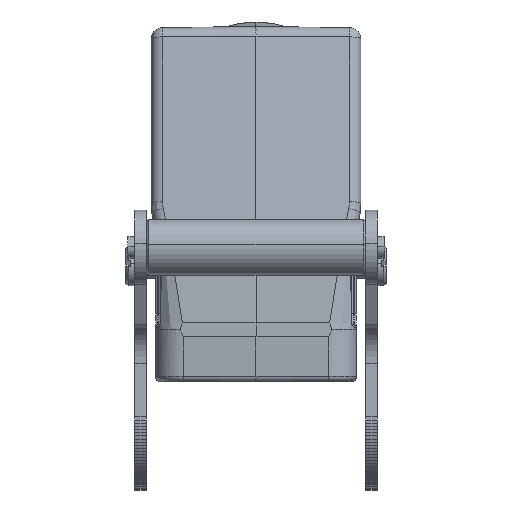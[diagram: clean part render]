
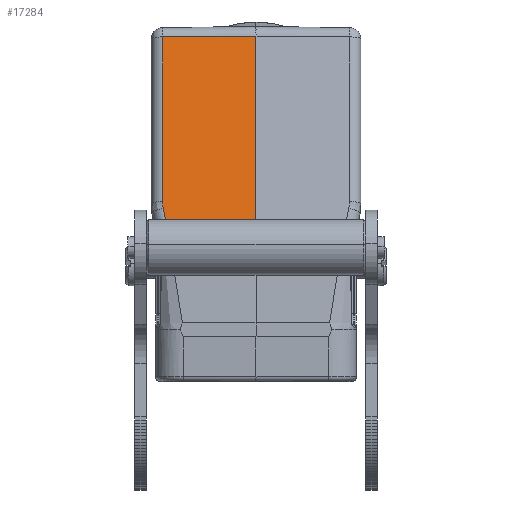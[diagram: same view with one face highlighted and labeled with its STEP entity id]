
A CAD part, top view. The second image highlights one B-rep face of the part: STEP entity #17284.
In plain terms, the highlighted planar face has unit normal (-0.009, 0.19, 0.982).
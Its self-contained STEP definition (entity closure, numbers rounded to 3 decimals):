
#2430=DIRECTION('',(0.,0.982,-0.19));
#2431=VECTOR('',#2430,35.988);
#2432=CARTESIAN_POINT('',(-20.022,-16.12,
43.323));
#2433=LINE('',#2432,#2431);
#2434=CARTESIAN_POINT('',(-20.022,-16.12,
43.323));
#2435=CARTESIAN_POINT('',(-20.022,-16.614,
43.419));
#2436=CARTESIAN_POINT('',(-19.973,-17.107,
43.514));
#2437=CARTESIAN_POINT('',(-19.876,-17.591,
43.609));
#2439=DIRECTION('',(-1.,-0.009,-0.007));
#2440=VECTOR('',#2439,20.023);
#2441=CARTESIAN_POINT('',(0.,19.39,
36.641));
#2442=LINE('',#2441,#2440);
#2443=DIRECTION('',(0.,0.982,-0.19));
#2444=VECTOR('',#2443,41.382);
#2445=CARTESIAN_POINT('',(0.,-21.241,
44.49));
#2446=LINE('',#2445,#2444);
#2447=DIRECTION('',(0.193,-0.963,0.188));
#2448=VECTOR('',#2447,3.79);
#2449=CARTESIAN_POINT('',(-19.876,-17.591,
43.609));
#2450=LINE('',#2449,#2448);
#2451=CARTESIAN_POINT('',(0.,19.39,
36.641));
#8300=DIRECTION('',(-1.,0.,-0.009));
#8301=VECTOR('',#8300,19.147);
#8302=CARTESIAN_POINT('',(0.,-21.241,
44.49));
#8303=LINE('',#8302,#8301);
#12714=VERTEX_POINT('',#2451);
#12769=CARTESIAN_POINT('',(0.,-21.241,
44.49));
#12770=CARTESIAN_POINT('',(-19.146,-21.241,
44.32));
#12771=VERTEX_POINT('',#12769);
#12772=VERTEX_POINT('',#12770);
#12783=CARTESIAN_POINT('',(-20.022,-16.12,
43.323));
#12784=CARTESIAN_POINT('',(-20.022,19.215,
36.497));
#12785=VERTEX_POINT('',#12783);
#12786=VERTEX_POINT('',#12784);
#13610=CARTESIAN_POINT('',(-19.876,-17.591,
43.609));
#13611=VERTEX_POINT('',#13610);
#17268=CARTESIAN_POINT('',(0.,-22.585,44.75));
#17269=DIRECTION('',(-0.009,0.19,0.982));
#17270=DIRECTION('',(0.,-0.982,0.19));
#17271=AXIS2_PLACEMENT_3D('',#17268,#17269,#17270);
#17272=PLANE('',#17271);
#17273=ORIENTED_EDGE('',*,*,#17166,.F.);
#17274=ORIENTED_EDGE('',*,*,#17262,.T.);
#17276=ORIENTED_EDGE('',*,*,#17275,.F.);
#17278=ORIENTED_EDGE('',*,*,#17277,.F.);
#17280=ORIENTED_EDGE('',*,*,#17279,.T.);
#17281=ORIENTED_EDGE('',*,*,#17133,.F.);
#17282=EDGE_LOOP('',(#17273,#17274,#17276,#17278,#17280,#17281));
#17283=FACE_OUTER_BOUND('',#17282,.F.);
#2438=B_SPLINE_CURVE_WITH_KNOTS('',3,(#2434,#2435,#2436,#2437),.UNSPECIFIED.,
.F.,.F.,(4,4),(0.,1.),.UNSPECIFIED.);
#17133=EDGE_CURVE('',#13611,#12772,#2450,.T.);
#17166=EDGE_CURVE('',#12785,#13611,#2438,.T.);
#17262=EDGE_CURVE('',#12785,#12786,#2433,.T.);
#17275=EDGE_CURVE('',#12714,#12786,#2442,.T.);
#17277=EDGE_CURVE('',#12771,#12714,#2446,.T.);
#17279=EDGE_CURVE('',#12771,#12772,#8303,.T.);
#17284=ADVANCED_FACE('',(#17283),#17272,.T.);
